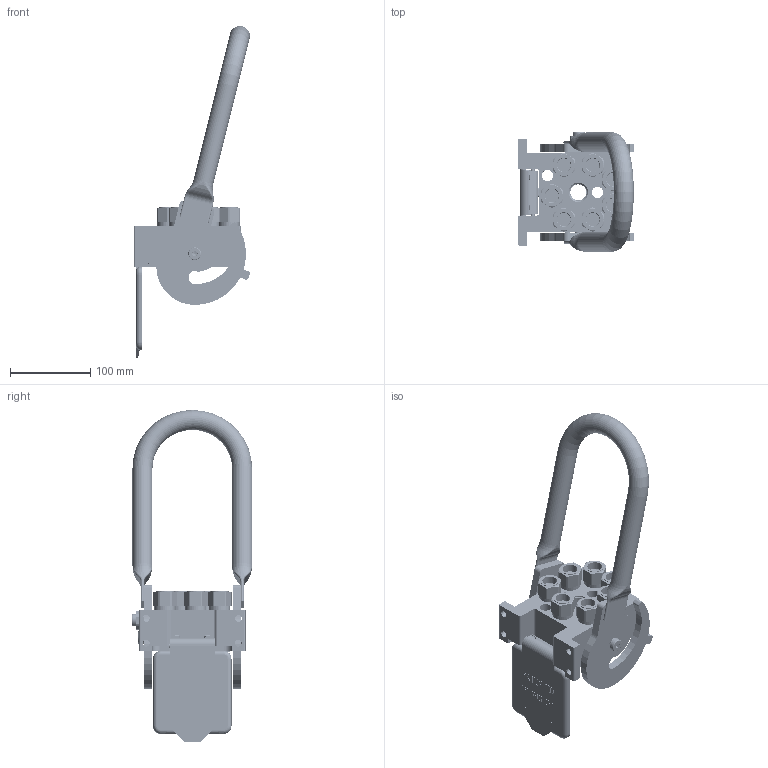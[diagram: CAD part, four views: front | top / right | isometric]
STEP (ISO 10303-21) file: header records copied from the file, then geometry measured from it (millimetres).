
FILE_DESCRIPTION (( 'STEP AP214' ), '1' );
FILE_NAME ('FASTER.step', '2021-08-23T01:33:47', ( '' ), ( '' ), 'SwSTEP 2.0', 'SolidWorks 2017', '' );
FILE_SCHEMA (( 'AUTOMOTIVE_DESIGN' ));
Length unit declared in the file: millimetre
Products named in the file (30): 0048_317_1000_000; 4830_024_5000_000_p5068; CURS_MOLLA_38; 4830_025_0000_000; 4830_001_0005_300; 4830_026_0000_000; 0048_042_0412_000; 4830_022_0000_000; 4132_014_0000_000; 4850_020_0000_000; P5068_F_BASE; 4830_001_0005_301; 4830_013_3000_030; sicura; 4830_024_1000_011; 4830_070_0000_000; et011; A_2ffnb38-12gasf; 4810_001_0001_014; 2ffnb38-12gasf; A4830_024_5000_000_p5068; 4840_024_1000_010; 020_14_150; or1_5x7_m; 4820_001_0004_000; FASTER; 4840_024_1000_020; 4132_072_0000_300; 4830_024_5000_000_ASM
Assembly tree (37 placements, depth 5):
  FASTER
    P5068_F_BASE
      4850_020_0000_000
      4830_013_3000_030  x2
      4820_001_0004_000
      4810_001_0001_014
      4830_001_0005_300
      4830_001_0005_301
      4830_022_0000_000
      4830_070_0000_000
      0048_317_1000_000  x2
      020_14_150
    A_2ffnb38-12gasf  x7
      CURS_MOLLA_38
        4132_072_0000_300
        4132_014_0000_000
      2ffnb38-12gasf
        2ffnb38-12gasf
    4830_024_5000_000_p5068
      A4830_024_5000_000_p5068
        4830_024_5000_000_ASM
          4830_024_1000_011
          4840_024_1000_010
          4840_024_1000_020
        sicura
          4830_025_0000_000
          4830_026_0000_000
          or1_5x7_m
          0048_042_0412_000
    et011
Bounding box: 145.21 x 150.2 x 414.71 mm (x, y, z)
Volume: 699610.4 mm3; surface area: 349943.9 mm2
Topology: 31 solids, 94 shells, 3986 faces, 10016 edges, 6341 vertices
Faces by surface type: plane 2207, cylinder 844, cone 452, torus 304, bspline 149, sphere 30
Entity records: 122825 total; most frequent: CARTESIAN_POINT 46439, ORIENTED_EDGE 15624, DIRECTION 14689, EDGE_CURVE 7832, VECTOR 5975, LINE 5975, VERTEX_POINT 5042, AXIS2_PLACEMENT_3D 4357
